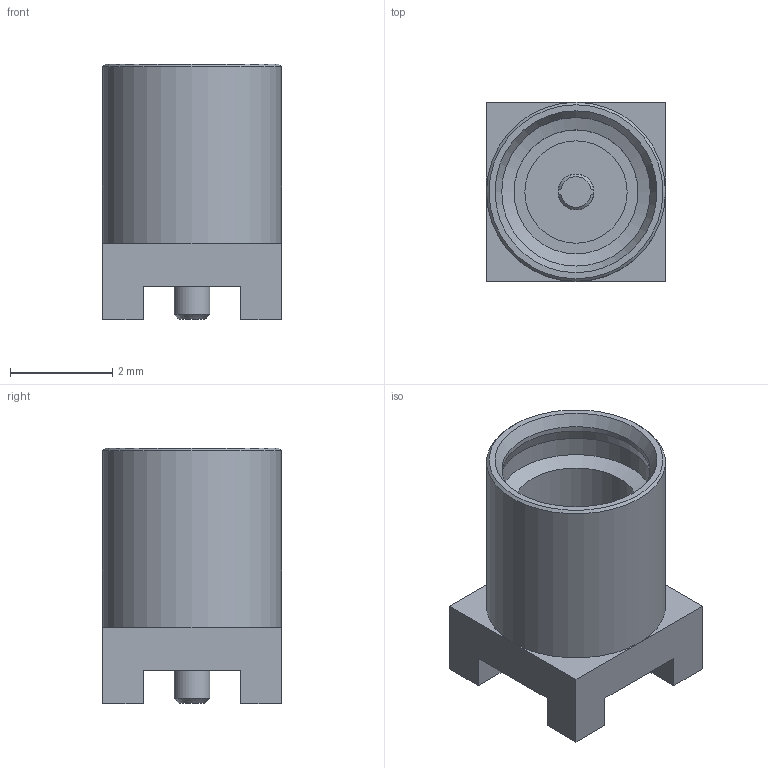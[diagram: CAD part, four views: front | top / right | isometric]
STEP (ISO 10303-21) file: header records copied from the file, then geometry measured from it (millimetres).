
FILE_DESCRIPTION(/* description */ ('Unknown'),/* implementation_level */ '2;1');
FILE_NAME(/* name */ 'Wurth 66012102111404.step',/* time_stamp */ '2024-07-24T03:46:42+01:00',/* author */ (''),/* organization */ (''),/* preprocessor_version */ 'ST-DEVELOPER v20',/* originating_system */ 'Autodesk Translation Framework v13.14.0.145',/* authorisation */ '');
FILE_SCHEMA (('AUTOMOTIVE_DESIGN { 1 0 10303 214 3 1 1 }'));
Length unit declared in the file: millimetre
Products named in the file (1): 66012102111404
Bounding box: 3.5 x 3.5 x 5 mm (x, y, z)
Volume: 29.4 mm3; surface area: 114.8 mm2
Topology: 1 solids, 1 shells, 49 faces, 117 edges, 75 vertices
Faces by surface type: plane 31, cylinder 10, cone 8
Full cylindrical faces by diameter (mm): 0.7 x2, 2 x1, 2.25 x1, 2.423 x1, 2.903 x1, 3.023 x1, 3.5 x1
Entity records: 1522 total; most frequent: DIRECTION 256, CARTESIAN_POINT 254, ORIENTED_EDGE 234, EDGE_CURVE 117, AXIS2_PLACEMENT_3D 93, VERTEX_POINT 75, LINE 70, VECTOR 70
